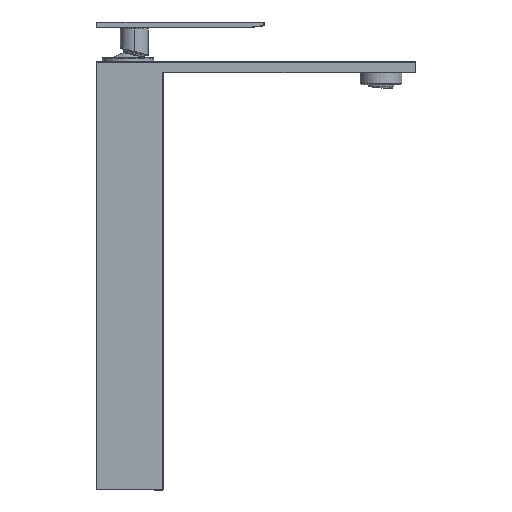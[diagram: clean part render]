
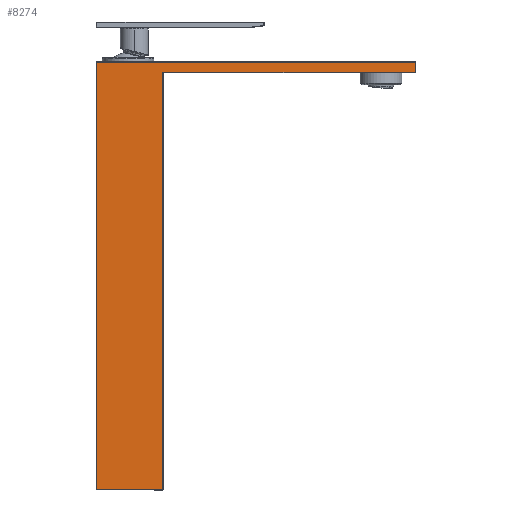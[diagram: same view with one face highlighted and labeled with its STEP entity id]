
A CAD part, front view. The second image highlights one B-rep face of the part: STEP entity #8274.
In plain terms, the highlighted planar face has unit normal (0, -1, 0).
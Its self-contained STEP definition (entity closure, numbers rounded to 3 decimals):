
#3154=VECTOR('',#68568,228.4);
#3175=VECTOR('',#68565,298.03);
#3176=VECTOR('',#68566,180.4);
#3177=VECTOR('',#68565,7.4);
#3178=VECTOR('',#68567,306.03);
#3179=VECTOR('',#68566,47.4);
#5677=LINE('',#54038,#3154);
#5698=LINE('',#54211,#3175);
#5699=LINE('',#54213,#3176);
#5700=LINE('',#54215,#3177);
#5701=LINE('',#54040,#3178);
#5702=LINE('',#54216,#3179);
#8274=ADVANCED_FACE('extract',(#10158),#48569,.T.);
#10158=FACE_OUTER_BOUND('',#30218,.T.);
#13529=ORIENTED_EDGE('',*,*,#22468,.T.);
#13530=ORIENTED_EDGE('',*,*,#22469,.F.);
#13531=ORIENTED_EDGE('',*,*,#22470,.T.);
#13532=ORIENTED_EDGE('',*,*,#22471,.T.);
#13533=ORIENTED_EDGE('',*,*,#22415,.T.);
#13534=ORIENTED_EDGE('',*,*,#22472,.T.);
#13535=ORIENTED_EDGE('',*,*,#22473,.T.);
#22415=EDGE_CURVE('4290',#27465,#27466,#5677,.T.);
#22468=EDGE_CURVE('4293',#27500,#27501,#5698,.T.);
#22469=EDGE_CURVE('4305',#27502,#27501,#26645,.T.);
#22470=EDGE_CURVE('4308',#27502,#27503,#5699,.T.);
#22471=EDGE_CURVE('4294',#27503,#27465,#5700,.T.);
#22472=EDGE_CURVE('4289',#27466,#27504,#5701,.T.);
#22473=EDGE_CURVE('4288',#27504,#27500,#5702,.T.);
#26645=CIRCLE('',#66861,0.6);
#27465=VERTEX_POINT('2633',#54038);
#27466=VERTEX_POINT('2628',#54040);
#27500=VERTEX_POINT('2631',#54211);
#27501=VERTEX_POINT('2639',#54212);
#27502=VERTEX_POINT('2645',#54213);
#27503=VERTEX_POINT('2640',#54215);
#27504=VERTEX_POINT('2627',#54216);
#30218=EDGE_LOOP('',(#13529,#13530,#13531,#13532,#13533,#13534,#13535));
#48569=PLANE('',#66860);
#54038=CARTESIAN_POINT('',(204.7,-23.,306.33));
#54040=CARTESIAN_POINT('',(-23.7,-23.,306.33));
#54210=CARTESIAN_POINT('',(204.7,-23.,0.3));
#54211=CARTESIAN_POINT('',(23.7,-23.,0.3));
#54212=CARTESIAN_POINT('',(23.7,-23.,298.33));
#54213=CARTESIAN_POINT('',(24.3,-23.,298.93));
#54214=CARTESIAN_POINT('',(24.3,-23.,298.33));
#54215=CARTESIAN_POINT('',(204.7,-23.,298.93));
#54216=CARTESIAN_POINT('',(-23.7,-23.,0.3));
#66860=AXIS2_PLACEMENT_3D('',#54210,#68572,#68565);
#66861=AXIS2_PLACEMENT_3D('',#54214,#68572,#68565);
#68565=DIRECTION('',(0.,0.,1.));
#68566=DIRECTION('',(1.,0.,0.));
#68567=DIRECTION('',(0.,0.,-1.));
#68568=DIRECTION('',(-1.,0.,0.));
#68572=DIRECTION('',(0.,-1.,0.));
